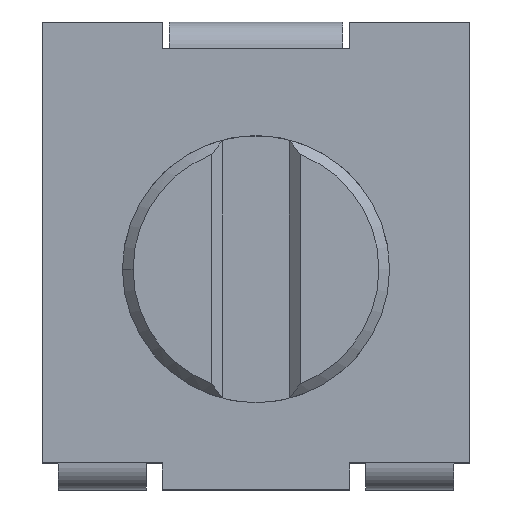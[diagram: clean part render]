
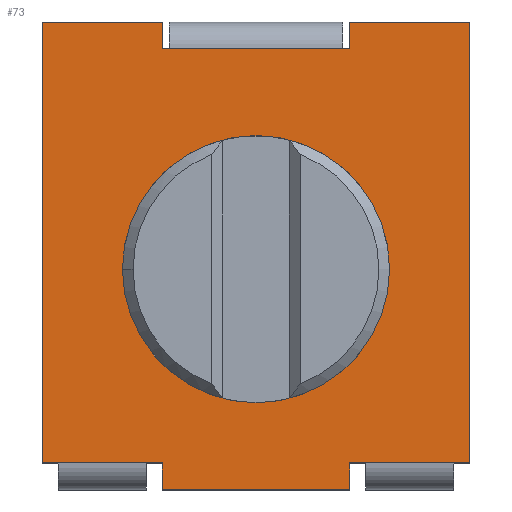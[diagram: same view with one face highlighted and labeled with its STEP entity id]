
A CAD part, top view. The second image highlights one B-rep face of the part: STEP entity #73.
In plain terms, the highlighted planar face has unit normal (0, 0, 1).
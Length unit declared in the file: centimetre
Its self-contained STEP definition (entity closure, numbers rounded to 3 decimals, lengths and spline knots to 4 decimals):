
#3 = ORIENTED_EDGE ( 'NONE', *, *, #1293, .T. ) ;
#14 = DIRECTION ( 'NONE',  ( 1., 0., 0. ) ) ;
#16 = VERTEX_POINT ( 'NONE', #568 ) ;
#35 = CARTESIAN_POINT ( 'NONE',  ( -0.07, 0., 0.22 ) ) ;
#42 = CARTESIAN_POINT ( 'NONE',  ( -0.16, -0.155, 0.22 ) ) ;
#44 = ORIENTED_EDGE ( 'NONE', *, *, #1484, .T. ) ;
#45 = LINE ( 'NONE', #1656, #1377 ) ;
#55 = CARTESIAN_POINT ( 'NONE',  ( 0.07, 0.175, 0.22 ) ) ;
#60 = CARTESIAN_POINT ( 'NONE',  ( 0.07, -0.165, 0.22 ) ) ;
#70 = VERTEX_POINT ( 'NONE', #170 ) ;
#72 = EDGE_CURVE ( 'NONE', #1236, #16, #1364, .T. ) ;
#73 = ADVANCED_FACE ( 'NONE', ( #2608, #366 ), #1577, .T. ) ;
#86 = VERTEX_POINT ( 'NONE', #767 ) ;
#121 = CARTESIAN_POINT ( 'NONE',  ( 0.16, -0.155, 0.22 ) ) ;
#163 = EDGE_CURVE ( 'NONE', #86, #533, #1093, .T. ) ;
#164 = VECTOR ( 'NONE', #2451, 100. ) ;
#170 = CARTESIAN_POINT ( 'NONE',  ( 0.07, -0.155, 0.22 ) ) ;
#178 = LINE ( 'NONE', #1578, #2502 ) ;
#190 = ORIENTED_EDGE ( 'NONE', *, *, #163, .T. ) ;
#206 = CARTESIAN_POINT ( 'NONE',  ( 0., 0.155, 0.22 ) ) ;
#222 = DIRECTION ( 'NONE',  ( 0., 0., -1. ) ) ;
#247 = DIRECTION ( 'NONE',  ( -1., 0., 0. ) ) ;
#286 = DIRECTION ( 'NONE',  ( 0., -1., 0. ) ) ;
#290 = CIRCLE ( 'NONE', #2191, 0.1 ) ;
#313 = EDGE_CURVE ( 'NONE', #70, #521, #627, .T. ) ;
#322 = CARTESIAN_POINT ( 'NONE',  ( 0., -0.175, 0.22 ) ) ;
#366 = FACE_BOUND ( 'NONE', #1923, .T. ) ;
#370 = VECTOR ( 'NONE', #1191, 100. ) ;
#440 = EDGE_CURVE ( 'NONE', #603, #743, #1713, .T. ) ;
#510 = EDGE_CURVE ( 'NONE', #549, #616, #525, .T. ) ;
#521 = VERTEX_POINT ( 'NONE', #121 ) ;
#525 = LINE ( 'NONE', #682, #2414 ) ;
#533 = VERTEX_POINT ( 'NONE', #1731 ) ;
#549 = VERTEX_POINT ( 'NONE', #1397 ) ;
#558 = CARTESIAN_POINT ( 'NONE',  ( -0.07, -0.175, 0.22 ) ) ;
#568 = CARTESIAN_POINT ( 'NONE',  ( -0.07, 0.155, 0.22 ) ) ;
#603 = VERTEX_POINT ( 'NONE', #1445 ) ;
#611 = EDGE_CURVE ( 'NONE', #2595, #1815, #45, .T. ) ;
#616 = VERTEX_POINT ( 'NONE', #55 ) ;
#627 = LINE ( 'NONE', #2268, #2500 ) ;
#682 = CARTESIAN_POINT ( 'NONE',  ( 0., 0.175, 0.22 ) ) ;
#688 = ORIENTED_EDGE ( 'NONE', *, *, #1538, .T. ) ;
#720 = DIRECTION ( 'NONE',  ( -1., 0., 0. ) ) ;
#743 = VERTEX_POINT ( 'NONE', #558 ) ;
#764 = EDGE_CURVE ( 'NONE', #2595, #2001, #178, .T. ) ;
#767 = CARTESIAN_POINT ( 'NONE',  ( -0.1, -0.01, 0.22 ) ) ;
#800 = LINE ( 'NONE', #2391, #1626 ) ;
#804 = VECTOR ( 'NONE', #1332, 100. ) ;
#828 = LINE ( 'NONE', #2071, #164 ) ;
#899 = ORIENTED_EDGE ( 'NONE', *, *, #510, .T. ) ;
#922 = AXIS2_PLACEMENT_3D ( 'NONE', #978, #2624, #1176 ) ;
#927 = VECTOR ( 'NONE', #1072, 100. ) ;
#968 = DIRECTION ( 'NONE',  ( 1., 0., 0. ) ) ;
#978 = CARTESIAN_POINT ( 'NONE',  ( 0., 0., 0.22 ) ) ;
#1023 = EDGE_CURVE ( 'NONE', #549, #521, #1339, .T. ) ;
#1072 = DIRECTION ( 'NONE',  ( 0., 1., 0. ) ) ;
#1093 = CIRCLE ( 'NONE', #1843, 0.1 ) ;
#1176 = DIRECTION ( 'NONE',  ( 1., 0., 0. ) ) ;
#1191 = DIRECTION ( 'NONE',  ( -1., 0., 0. ) ) ;
#1236 = VERTEX_POINT ( 'NONE', #1674 ) ;
#1293 = EDGE_CURVE ( 'NONE', #616, #1236, #800, .T. ) ;
#1325 = CARTESIAN_POINT ( 'NONE',  ( 0.16, 0., 0.22 ) ) ;
#1326 = ORIENTED_EDGE ( 'NONE', *, *, #1023, .F. ) ;
#1332 = DIRECTION ( 'NONE',  ( 0., 1., 0. ) ) ;
#1339 = LINE ( 'NONE', #1325, #2328 ) ;
#1346 = ORIENTED_EDGE ( 'NONE', *, *, #440, .F. ) ;
#1364 = LINE ( 'NONE', #206, #370 ) ;
#1377 = VECTOR ( 'NONE', #2490, 100. ) ;
#1397 = CARTESIAN_POINT ( 'NONE',  ( 0.16, 0.175, 0.22 ) ) ;
#1406 = CARTESIAN_POINT ( 'NONE',  ( -0.07, -0.155, 0.22 ) ) ;
#1421 = ORIENTED_EDGE ( 'NONE', *, *, #2218, .T. ) ;
#1443 = LINE ( 'NONE', #1842, #2075 ) ;
#1445 = CARTESIAN_POINT ( 'NONE',  ( 0.07, -0.175, 0.22 ) ) ;
#1483 = DIRECTION ( 'NONE',  ( -1., 0., 0. ) ) ;
#1484 = EDGE_CURVE ( 'NONE', #2001, #743, #828, .T. ) ;
#1499 = CARTESIAN_POINT ( 'NONE',  ( -0.16, 0.175, 0.22 ) ) ;
#1538 = EDGE_CURVE ( 'NONE', #533, #86, #290, .T. ) ;
#1577 = PLANE ( 'NONE',  #922 ) ;
#1578 = CARTESIAN_POINT ( 'NONE',  ( 0., -0.155, 0.22 ) ) ;
#1590 = DIRECTION ( 'NONE',  ( 0., -1., 0. ) ) ;
#1603 = ORIENTED_EDGE ( 'NONE', *, *, #1752, .T. ) ;
#1626 = VECTOR ( 'NONE', #1590, 100. ) ;
#1642 = DIRECTION ( 'NONE',  ( 1., 0., 0. ) ) ;
#1646 = LINE ( 'NONE', #35, #927 ) ;
#1656 = CARTESIAN_POINT ( 'NONE',  ( -0.16, 0., 0.22 ) ) ;
#1671 = CARTESIAN_POINT ( 'NONE',  ( -0.07, 0.175, 0.22 ) ) ;
#1674 = CARTESIAN_POINT ( 'NONE',  ( 0.07, 0.155, 0.22 ) ) ;
#1685 = CARTESIAN_POINT ( 'NONE',  ( 0., -0.01, 0.22 ) ) ;
#1713 = LINE ( 'NONE', #322, #2018 ) ;
#1731 = CARTESIAN_POINT ( 'NONE',  ( 0.1, -0.01, 0.22 ) ) ;
#1737 = ORIENTED_EDGE ( 'NONE', *, *, #72, .T. ) ;
#1752 = EDGE_CURVE ( 'NONE', #16, #2246, #1646, .T. ) ;
#1815 = VERTEX_POINT ( 'NONE', #1499 ) ;
#1842 = CARTESIAN_POINT ( 'NONE',  ( 0., 0.175, 0.22 ) ) ;
#1843 = AXIS2_PLACEMENT_3D ( 'NONE', #2238, #222, #247 ) ;
#1889 = DIRECTION ( 'NONE',  ( -1., 0., 0. ) ) ;
#1923 = EDGE_LOOP ( 'NONE', ( #190, #688 ) ) ;
#1927 = ORIENTED_EDGE ( 'NONE', *, *, #313, .T. ) ;
#1996 = EDGE_CURVE ( 'NONE', #1815, #2246, #1443, .T. ) ;
#2001 = VERTEX_POINT ( 'NONE', #1406 ) ;
#2018 = VECTOR ( 'NONE', #1889, 100. ) ;
#2071 = CARTESIAN_POINT ( 'NONE',  ( -0.07, -0.165, 0.22 ) ) ;
#2075 = VECTOR ( 'NONE', #1642, 100. ) ;
#2117 = ORIENTED_EDGE ( 'NONE', *, *, #764, .T. ) ;
#2142 = ORIENTED_EDGE ( 'NONE', *, *, #1996, .F. ) ;
#2191 = AXIS2_PLACEMENT_3D ( 'NONE', #1685, #2526, #720 ) ;
#2218 = EDGE_CURVE ( 'NONE', #603, #70, #2553, .T. ) ;
#2238 = CARTESIAN_POINT ( 'NONE',  ( 0., -0.01, 0.22 ) ) ;
#2246 = VERTEX_POINT ( 'NONE', #1671 ) ;
#2268 = CARTESIAN_POINT ( 'NONE',  ( 0., -0.155, 0.22 ) ) ;
#2328 = VECTOR ( 'NONE', #286, 100. ) ;
#2391 = CARTESIAN_POINT ( 'NONE',  ( 0.07, 0.165, 0.22 ) ) ;
#2414 = VECTOR ( 'NONE', #1483, 100. ) ;
#2438 = ORIENTED_EDGE ( 'NONE', *, *, #611, .F. ) ;
#2451 = DIRECTION ( 'NONE',  ( 0., -1., 0. ) ) ;
#2490 = DIRECTION ( 'NONE',  ( 0., 1., 0. ) ) ;
#2500 = VECTOR ( 'NONE', #14, 100. ) ;
#2502 = VECTOR ( 'NONE', #968, 100. ) ;
#2526 = DIRECTION ( 'NONE',  ( 0., 0., -1. ) ) ;
#2543 = EDGE_LOOP ( 'NONE', ( #1346, #1421, #1927, #1326, #899, #3, #1737, #1603, #2142, #2438, #2117, #44 ) ) ;
#2553 = LINE ( 'NONE', #60, #804 ) ;
#2595 = VERTEX_POINT ( 'NONE', #42 ) ;
#2608 = FACE_OUTER_BOUND ( 'NONE', #2543, .T. ) ;
#2624 = DIRECTION ( 'NONE',  ( 0., 0., 1. ) ) ;
